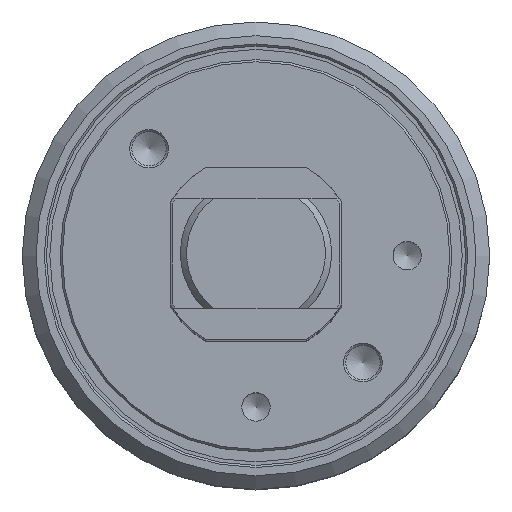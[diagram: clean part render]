
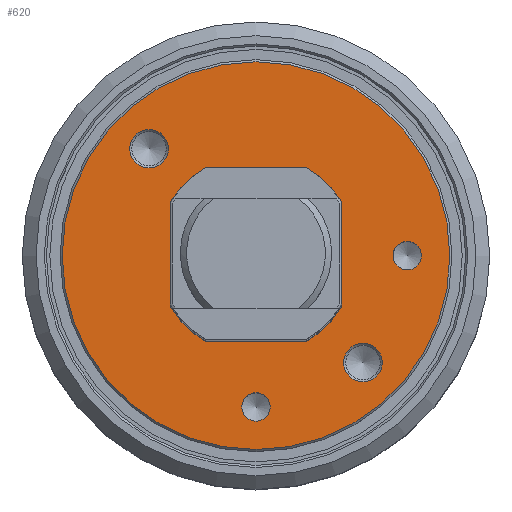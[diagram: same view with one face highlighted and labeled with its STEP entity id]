
A CAD part, top view. The second image highlights one B-rep face of the part: STEP entity #620.
In plain terms, the highlighted planar face has unit normal (0, 0, 1).
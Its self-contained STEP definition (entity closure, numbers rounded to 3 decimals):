
#620 = ADVANCED_FACE( '', ( #1362, #1363, #1364, #1365, #1366, #1367 ), #1368, .T. );
#1362 = FACE_BOUND( '', #2392, .T. );
#1363 = FACE_BOUND( '', #2393, .T. );
#1364 = FACE_OUTER_BOUND( '', #2394, .T. );
#1365 = FACE_BOUND( '', #2395, .T. );
#1366 = FACE_BOUND( '', #2396, .T. );
#1367 = FACE_BOUND( '', #2397, .T. );
#1368 = PLANE( '', #2398 );
#2392 = EDGE_LOOP( '', ( #3679 ) );
#2393 = EDGE_LOOP( '', ( #3680 ) );
#2394 = EDGE_LOOP( '', ( #3681 ) );
#2395 = EDGE_LOOP( '', ( #3682 ) );
#2396 = EDGE_LOOP( '', ( #3683 ) );
#2397 = EDGE_LOOP( '', ( #3684 ) );
#2398 = AXIS2_PLACEMENT_3D( '', #3685, #3686, #3687 );
#3679 = ORIENTED_EDGE( '', *, *, #5522, .T. );
#3680 = ORIENTED_EDGE( '', *, *, #5510, .T. );
#3681 = ORIENTED_EDGE( '', *, *, #5457, .T. );
#3682 = ORIENTED_EDGE( '', *, *, #5347, .T. );
#3683 = ORIENTED_EDGE( '', *, *, #5507, .T. );
#3684 = ORIENTED_EDGE( '', *, *, #5445, .T. );
#3685 = CARTESIAN_POINT( '', ( -28.5, 0., 29. ) );
#3686 = DIRECTION( '', ( 0., 0., 1. ) );
#3687 = DIRECTION( '', ( 1., 0., 0. ) );
#5347 = EDGE_CURVE( '', #6206, #6206, #6207, .T. );
#5445 = EDGE_CURVE( '', #6368, #6368, #6369, .T. );
#5457 = EDGE_CURVE( '', #6387, #6387, #6388, .T. );
#5507 = EDGE_CURVE( '', #6470, #6470, #6471, .T. );
#5510 = EDGE_CURVE( '', #6475, #6475, #6476, .F. );
#5522 = EDGE_CURVE( '', #6492, #6492, #6493, .F. );
#6206 = VERTEX_POINT( '', #7813 );
#6207 = CIRCLE( '', #7814, 2.067 );
#6368 = VERTEX_POINT( '', #8156 );
#6369 = CIRCLE( '', #8157, 10.188 );
#6387 = VERTEX_POINT( '', #8229 );
#6388 = CIRCLE( '', #8230, 28.2 );
#6470 = VERTEX_POINT( '', #8553 );
#6471 = CIRCLE( '', #8554, 2.067 );
#6475 = VERTEX_POINT( '', #8558 );
#6476 = CIRCLE( '', #8559, 2.8 );
#6492 = VERTEX_POINT( '', #8575 );
#6493 = CIRCLE( '', #8576, 2.8 );
#7813 = CARTESIAN_POINT( '', ( 22., -2.067, 29. ) );
#7814 = AXIS2_PLACEMENT_3D( '', #10136, #10137, #10138 );
#8156 = CARTESIAN_POINT( '', ( 0., -10.188, 29. ) );
#8157 = AXIS2_PLACEMENT_3D( '', #10258, #10259, #10260 );
#8229 = CARTESIAN_POINT( '', ( 28.2, 0., 29. ) );
#8230 = AXIS2_PLACEMENT_3D( '', #10269, #10270, #10271 );
#8553 = CARTESIAN_POINT( '', ( 0., -24.067, 29. ) );
#8554 = AXIS2_PLACEMENT_3D( '', #10316, #10317, #10318 );
#8558 = CARTESIAN_POINT( '', ( -12.756, 15.556, 29. ) );
#8559 = AXIS2_PLACEMENT_3D( '', #10322, #10323, #10324 );
#8575 = CARTESIAN_POINT( '', ( 18.356, -15.556, 29. ) );
#8576 = AXIS2_PLACEMENT_3D( '', #10340, #10341, #10342 );
#10136 = CARTESIAN_POINT( '', ( 22., 0., 29. ) );
#10137 = DIRECTION( '', ( 0., 0., -1. ) );
#10138 = DIRECTION( '', ( 0., -1., 0. ) );
#10258 = CARTESIAN_POINT( '', ( 0., 0., 29. ) );
#10259 = DIRECTION( '', ( 0., 0., -1. ) );
#10260 = DIRECTION( '', ( 0., -1., 0. ) );
#10269 = CARTESIAN_POINT( '', ( 0., 0., 29. ) );
#10270 = DIRECTION( '', ( 0., 0., 1. ) );
#10271 = DIRECTION( '', ( 1., 0., 0. ) );
#10316 = CARTESIAN_POINT( '', ( 0., -22., 29. ) );
#10317 = DIRECTION( '', ( 0., 0., -1. ) );
#10318 = DIRECTION( '', ( 0., -1., 0. ) );
#10322 = CARTESIAN_POINT( '', ( -15.556, 15.556, 29. ) );
#10323 = DIRECTION( '', ( 0., 0., 1. ) );
#10324 = DIRECTION( '', ( 1., 0., 0. ) );
#10340 = CARTESIAN_POINT( '', ( 15.556, -15.556, 29. ) );
#10341 = DIRECTION( '', ( 0., 0., 1. ) );
#10342 = DIRECTION( '', ( 1., 0., 0. ) );
